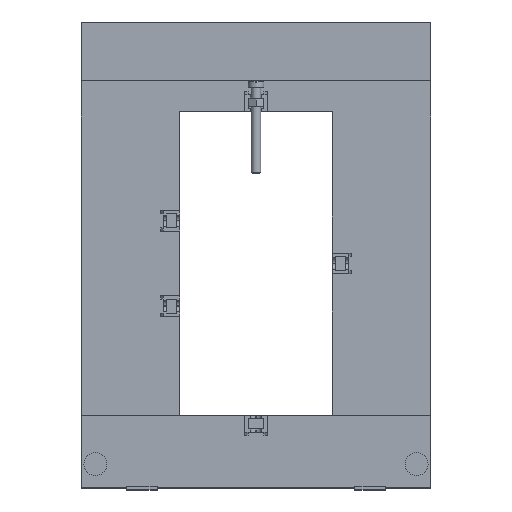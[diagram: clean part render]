
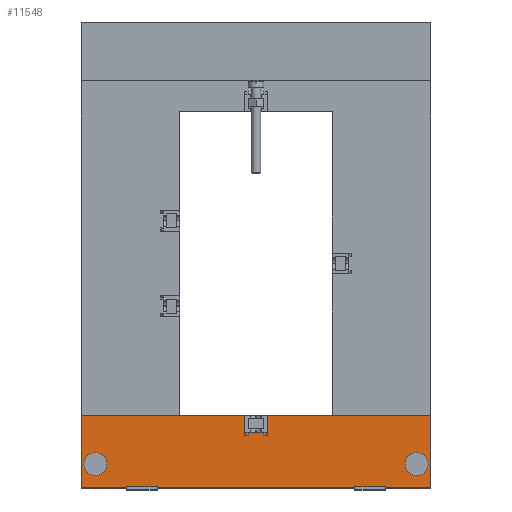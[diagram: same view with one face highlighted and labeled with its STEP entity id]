
A CAD part, top view. The second image highlights one B-rep face of the part: STEP entity #11548.
In plain terms, the highlighted planar face has unit normal (0, 0, 1).
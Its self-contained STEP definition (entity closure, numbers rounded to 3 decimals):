
#8204=DIRECTION('',(0.,1.,0.));
#8205=VECTOR('',#8204,38.);
#8206=CARTESIAN_POINT('',(92.,-118.,16.));
#8207=LINE('',#8206,#8205);
#8240=DIRECTION('',(1.,0.,0.));
#8241=VECTOR('',#8240,104.);
#8242=CARTESIAN_POINT('',(-52.,-118.,16.));
#8243=LINE('',#8242,#8241);
#8256=DIRECTION('',(1.,0.,0.));
#8257=VECTOR('',#8256,24.);
#8258=CARTESIAN_POINT('',(68.,-118.,16.));
#8259=LINE('',#8258,#8257);
#8268=DIRECTION('',(1.,0.,0.));
#8269=VECTOR('',#8268,24.);
#8270=CARTESIAN_POINT('',(-92.,-118.,16.));
#8271=LINE('',#8270,#8269);
#8312=DIRECTION('',(0.,1.,0.));
#8313=VECTOR('',#8312,0.592);
#8314=CARTESIAN_POINT('',(-52.,-118.,16.));
#8315=LINE('',#8314,#8313);
#8316=DIRECTION('',(-1.,0.,0.));
#8317=VECTOR('',#8316,16.);
#8318=CARTESIAN_POINT('',(-52.,-117.408,16.));
#8319=LINE('',#8318,#8317);
#8320=DIRECTION('',(0.,1.,0.));
#8321=VECTOR('',#8320,0.592);
#8322=CARTESIAN_POINT('',(-68.,-118.,16.));
#8323=LINE('',#8322,#8321);
#8324=DIRECTION('',(1.,0.,0.));
#8325=VECTOR('',#8324,52.);
#8326=CARTESIAN_POINT('',(-92.,-80.,16.));
#8327=LINE('',#8326,#8325);
#8328=DIRECTION('',(0.,-1.,0.));
#8329=VECTOR('',#8328,10.2);
#8330=CARTESIAN_POINT('',(-5.9,-80.,16.));
#8331=LINE('',#8330,#8329);
#8332=DIRECTION('',(0.,1.,0.));
#8333=VECTOR('',#8332,1.5);
#8334=CARTESIAN_POINT('',(-4.2,-90.2,16.));
#8335=LINE('',#8334,#8333);
#8336=DIRECTION('',(1.,0.,0.));
#8337=VECTOR('',#8336,8.4);
#8338=CARTESIAN_POINT('',(-4.2,-88.7,16.));
#8339=LINE('',#8338,#8337);
#8340=DIRECTION('',(0.,-1.,0.));
#8341=VECTOR('',#8340,1.5);
#8342=CARTESIAN_POINT('',(4.2,-88.7,16.));
#8343=LINE('',#8342,#8341);
#8344=DIRECTION('',(0.,-1.,0.));
#8345=VECTOR('',#8344,10.2);
#8346=CARTESIAN_POINT('',(5.9,-80.,16.));
#8347=LINE('',#8346,#8345);
#8348=DIRECTION('',(1.,0.,0.));
#8349=VECTOR('',#8348,52.);
#8350=CARTESIAN_POINT('',(40.,-80.,16.));
#8351=LINE('',#8350,#8349);
#8352=DIRECTION('',(0.,1.,0.));
#8353=VECTOR('',#8352,0.592);
#8354=CARTESIAN_POINT('',(68.,-118.,16.));
#8355=LINE('',#8354,#8353);
#8356=DIRECTION('',(-1.,0.,0.));
#8357=VECTOR('',#8356,16.);
#8358=CARTESIAN_POINT('',(68.,-117.408,16.));
#8359=LINE('',#8358,#8357);
#8360=DIRECTION('',(0.,1.,0.));
#8361=VECTOR('',#8360,0.592);
#8362=CARTESIAN_POINT('',(52.,-118.,16.));
#8363=LINE('',#8362,#8361);
#8364=CARTESIAN_POINT('',(-84.5,-105.5,16.));
#8365=DIRECTION('',(0.,0.,1.));
#8366=DIRECTION('',(1.,0.,0.));
#8367=AXIS2_PLACEMENT_3D('',#8364,#8365,#8366);
#8369=CARTESIAN_POINT('',(-84.5,-105.5,16.));
#8370=DIRECTION('',(0.,0.,1.));
#8371=DIRECTION('',(-1.,0.,0.));
#8372=AXIS2_PLACEMENT_3D('',#8369,#8370,#8371);
#8374=CARTESIAN_POINT('',(84.5,-105.5,16.));
#8375=DIRECTION('',(0.,0.,1.));
#8376=DIRECTION('',(1.,0.,0.));
#8377=AXIS2_PLACEMENT_3D('',#8374,#8375,#8376);
#8379=CARTESIAN_POINT('',(84.5,-105.5,16.));
#8380=DIRECTION('',(0.,0.,1.));
#8381=DIRECTION('',(-1.,0.,0.));
#8382=AXIS2_PLACEMENT_3D('',#8379,#8380,#8381);
#8494=DIRECTION('',(0.,1.,0.));
#8495=VECTOR('',#8494,38.);
#8496=CARTESIAN_POINT('',(-92.,-118.,16.));
#8497=LINE('',#8496,#8495);
#8910=DIRECTION('',(-1.,0.,0.));
#8911=VECTOR('',#8910,34.1);
#8912=CARTESIAN_POINT('',(-5.9,-80.,16.));
#8913=LINE('',#8912,#8911);
#8922=DIRECTION('',(-1.,0.,0.));
#8923=VECTOR('',#8922,34.1);
#8924=CARTESIAN_POINT('',(40.,-80.,16.));
#8925=LINE('',#8924,#8923);
#9150=DIRECTION('',(1.,0.,0.));
#9151=VECTOR('',#9150,1.7);
#9152=CARTESIAN_POINT('',(4.2,-90.2,16.));
#9153=LINE('',#9152,#9151);
#9162=DIRECTION('',(1.,0.,0.));
#9163=VECTOR('',#9162,1.7);
#9164=CARTESIAN_POINT('',(-5.9,-90.2,16.));
#9165=LINE('',#9164,#9163);
#10530=CARTESIAN_POINT('',(-79.55,-105.5,16.));
#10531=VERTEX_POINT('',#10530);
#10532=CARTESIAN_POINT('',(-89.45,-105.5,16.));
#10533=VERTEX_POINT('',#10532);
#10534=CARTESIAN_POINT('',(89.45,-105.5,16.));
#10535=VERTEX_POINT('',#10534);
#10536=CARTESIAN_POINT('',(79.55,-105.5,16.));
#10537=VERTEX_POINT('',#10536);
#10850=CARTESIAN_POINT('',(-40.,-80.,16.));
#10851=VERTEX_POINT('',#10850);
#10852=CARTESIAN_POINT('',(40.,-80.,16.));
#10853=VERTEX_POINT('',#10852);
#10854=CARTESIAN_POINT('',(92.,-80.,16.));
#10855=VERTEX_POINT('',#10854);
#10856=CARTESIAN_POINT('',(92.,-118.,16.));
#10857=VERTEX_POINT('',#10856);
#10858=CARTESIAN_POINT('',(-92.,-80.,16.));
#10859=VERTEX_POINT('',#10858);
#10860=CARTESIAN_POINT('',(-92.,-118.,16.));
#10861=VERTEX_POINT('',#10860);
#10914=CARTESIAN_POINT('',(-5.9,-80.,16.));
#10915=CARTESIAN_POINT('',(-5.9,-90.2,16.));
#10916=VERTEX_POINT('',#10914);
#10917=VERTEX_POINT('',#10915);
#10918=CARTESIAN_POINT('',(5.9,-80.,16.));
#10919=CARTESIAN_POINT('',(5.9,-90.2,16.));
#10920=VERTEX_POINT('',#10918);
#10921=VERTEX_POINT('',#10919);
#10946=CARTESIAN_POINT('',(-4.2,-88.7,16.));
#10947=CARTESIAN_POINT('',(4.2,-88.7,16.));
#10948=VERTEX_POINT('',#10946);
#10949=VERTEX_POINT('',#10947);
#10951=CARTESIAN_POINT('',(4.2,-90.2,16.));
#10953=VERTEX_POINT('',#10951);
#10955=CARTESIAN_POINT('',(-4.2,-90.2,16.));
#10957=VERTEX_POINT('',#10955);
#11050=CARTESIAN_POINT('',(68.,-118.,16.));
#11052=VERTEX_POINT('',#11050);
#11054=CARTESIAN_POINT('',(52.,-118.,16.));
#11056=VERTEX_POINT('',#11054);
#11066=CARTESIAN_POINT('',(68.,-117.408,16.));
#11067=VERTEX_POINT('',#11066);
#11068=CARTESIAN_POINT('',(52.,-117.408,16.));
#11069=VERTEX_POINT('',#11068);
#11118=CARTESIAN_POINT('',(-52.,-118.,16.));
#11120=VERTEX_POINT('',#11118);
#11122=CARTESIAN_POINT('',(-68.,-118.,16.));
#11124=VERTEX_POINT('',#11122);
#11134=CARTESIAN_POINT('',(-52.,-117.408,16.));
#11135=VERTEX_POINT('',#11134);
#11136=CARTESIAN_POINT('',(-68.,-117.408,16.));
#11137=VERTEX_POINT('',#11136);
#11491=CARTESIAN_POINT('',(-92.,-80.,16.));
#11492=DIRECTION('',(0.,0.,-1.));
#11493=DIRECTION('',(0.,-1.,0.));
#11494=AXIS2_PLACEMENT_3D('',#11491,#11492,#11493);
#11495=PLANE('',#11494);
#11496=ORIENTED_EDGE('',*,*,#11450,.T.);
#11498=ORIENTED_EDGE('',*,*,#11497,.T.);
#11499=ORIENTED_EDGE('',*,*,#11475,.F.);
#11500=ORIENTED_EDGE('',*,*,#11423,.F.);
#11502=ORIENTED_EDGE('',*,*,#11501,.T.);
#11504=ORIENTED_EDGE('',*,*,#11503,.T.);
#11506=ORIENTED_EDGE('',*,*,#11505,.F.);
#11508=ORIENTED_EDGE('',*,*,#11507,.T.);
#11510=ORIENTED_EDGE('',*,*,#11509,.T.);
#11512=ORIENTED_EDGE('',*,*,#11511,.T.);
#11514=ORIENTED_EDGE('',*,*,#11513,.T.);
#11516=ORIENTED_EDGE('',*,*,#11515,.T.);
#11518=ORIENTED_EDGE('',*,*,#11517,.T.);
#11520=ORIENTED_EDGE('',*,*,#11519,.F.);
#11522=ORIENTED_EDGE('',*,*,#11521,.F.);
#11524=ORIENTED_EDGE('',*,*,#11523,.T.);
#11525=ORIENTED_EDGE('',*,*,#11377,.F.);
#11526=ORIENTED_EDGE('',*,*,#11417,.F.);
#11528=ORIENTED_EDGE('',*,*,#11527,.T.);
#11530=ORIENTED_EDGE('',*,*,#11529,.T.);
#11532=ORIENTED_EDGE('',*,*,#11531,.F.);
#11533=ORIENTED_EDGE('',*,*,#11409,.F.);
#11534=EDGE_LOOP('',(#11496,#11498,#11499,#11500,#11502,#11504,#11506,#11508,
#11510,#11512,#11514,#11516,#11518,#11520,#11522,#11524,#11525,#11526,#11528,
#11530,#11532,#11533));
#11535=FACE_OUTER_BOUND('',#11534,.F.);
#11537=ORIENTED_EDGE('',*,*,#11536,.T.);
#11539=ORIENTED_EDGE('',*,*,#11538,.T.);
#11540=EDGE_LOOP('',(#11537,#11539));
#11541=FACE_BOUND('',#11540,.F.);
#11543=ORIENTED_EDGE('',*,*,#11542,.T.);
#11545=ORIENTED_EDGE('',*,*,#11544,.T.);
#11546=EDGE_LOOP('',(#11543,#11545));
#11547=FACE_BOUND('',#11546,.F.);
#8368=CIRCLE('',#8367,4.95);
#8373=CIRCLE('',#8372,4.95);
#8378=CIRCLE('',#8377,4.95);
#8383=CIRCLE('',#8382,4.95);
#11377=EDGE_CURVE('',#10857,#10855,#8207,.T.);
#11409=EDGE_CURVE('',#11120,#11056,#8243,.T.);
#11417=EDGE_CURVE('',#11052,#10857,#8259,.T.);
#11423=EDGE_CURVE('',#10861,#11124,#8271,.T.);
#11450=EDGE_CURVE('',#11120,#11135,#8315,.T.);
#11475=EDGE_CURVE('',#11124,#11137,#8323,.T.);
#11497=EDGE_CURVE('',#11135,#11137,#8319,.T.);
#11501=EDGE_CURVE('',#10861,#10859,#8497,.T.);
#11503=EDGE_CURVE('',#10859,#10851,#8327,.T.);
#11505=EDGE_CURVE('',#10916,#10851,#8913,.T.);
#11507=EDGE_CURVE('',#10916,#10917,#8331,.T.);
#11509=EDGE_CURVE('',#10917,#10957,#9165,.T.);
#11511=EDGE_CURVE('',#10957,#10948,#8335,.T.);
#11513=EDGE_CURVE('',#10948,#10949,#8339,.T.);
#11515=EDGE_CURVE('',#10949,#10953,#8343,.T.);
#11517=EDGE_CURVE('',#10953,#10921,#9153,.T.);
#11519=EDGE_CURVE('',#10920,#10921,#8347,.T.);
#11521=EDGE_CURVE('',#10853,#10920,#8925,.T.);
#11523=EDGE_CURVE('',#10853,#10855,#8351,.T.);
#11527=EDGE_CURVE('',#11052,#11067,#8355,.T.);
#11529=EDGE_CURVE('',#11067,#11069,#8359,.T.);
#11531=EDGE_CURVE('',#11056,#11069,#8363,.T.);
#11536=EDGE_CURVE('',#10531,#10533,#8368,.T.);
#11538=EDGE_CURVE('',#10533,#10531,#8373,.T.);
#11542=EDGE_CURVE('',#10535,#10537,#8378,.T.);
#11544=EDGE_CURVE('',#10537,#10535,#8383,.T.);
#11548=ADVANCED_FACE('',(#11535,#11541,#11547),#11495,.F.);
